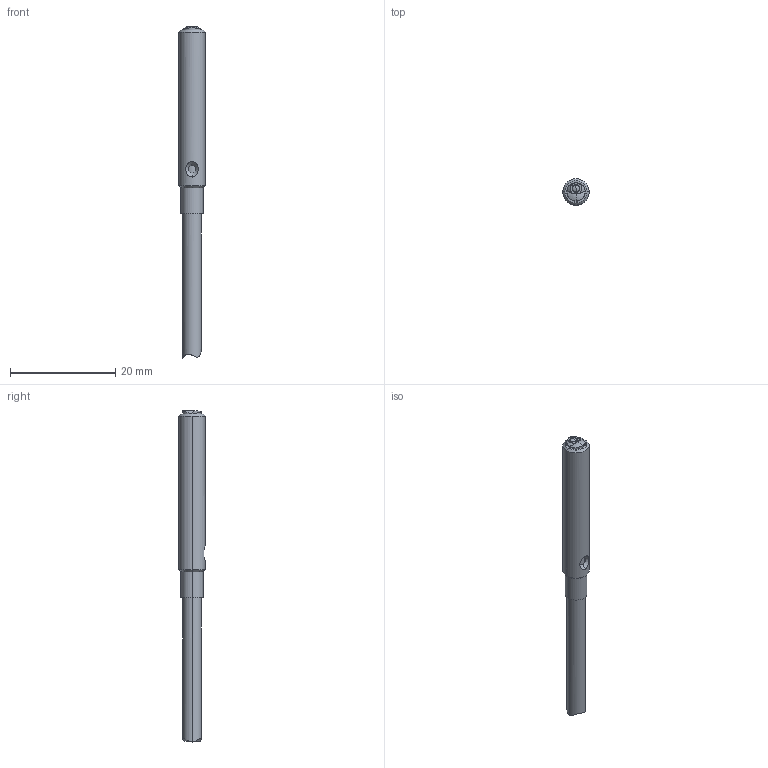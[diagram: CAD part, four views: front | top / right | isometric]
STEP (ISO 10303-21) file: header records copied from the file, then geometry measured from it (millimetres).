
FILE_DESCRIPTION((''),'2;1');
FILE_NAME('214322_ASM','2020-08-04T09:44:09',('PDMAdmin'),('BANNER ENGINEERING'),'CREO PARAMETRIC BY PTC INC, 2019292','CREO PARAMETRIC BY PTC INC, 2019292','');
FILE_SCHEMA(('CONFIG_CONTROL_DESIGN'));
Length unit declared in the file: millimetre
Products named in the file (2): 214322; 214322_ASM
Assembly tree (1 placements, depth 2):
  214322_ASM
    214322
Bounding box: 5 x 5 x 63.18 mm (x, y, z)
Volume: 917 mm3; surface area: 894.5 mm2
Topology: 1 solids, 1 shells, 48 faces, 116 edges, 73 vertices
Faces by surface type: cylinder 16, plane 11, cone 10, bspline 4, revolution 4, torus 2, extrusion 1
Entity records: 2601 total; most frequent: CARTESIAN_POINT 1474, ORIENTED_EDGE 224, DIRECTION 209, EDGE_CURVE 112, AXIS2_PLACEMENT_3D 84, VERTEX_POINT 73, EDGE_LOOP 55, FACE_OUTER_BOUND 48
